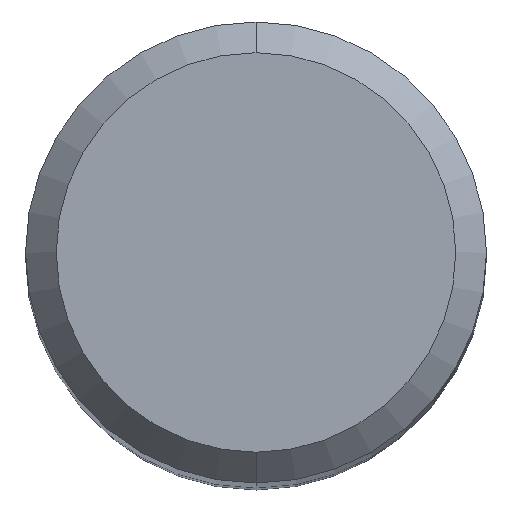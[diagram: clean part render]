
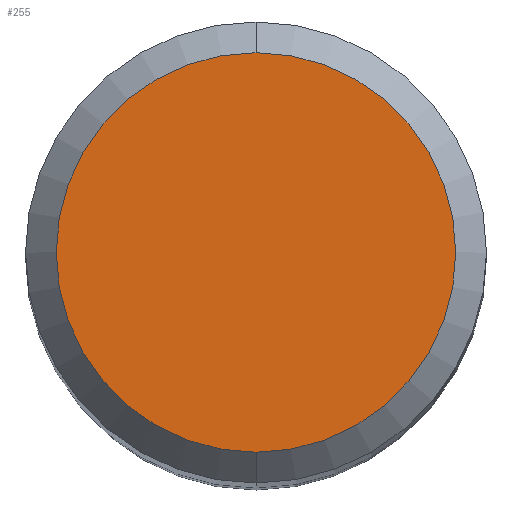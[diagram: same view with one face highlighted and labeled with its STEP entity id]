
A CAD part, top view. The second image highlights one B-rep face of the part: STEP entity #255.
In plain terms, the highlighted planar face has unit normal (0, 0, 1).
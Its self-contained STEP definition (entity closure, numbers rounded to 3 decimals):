
#227=VERTEX_POINT('',#540);
#253=EDGE_CURVE('',#343,#227,#567,.T.);
#255=ADVANCED_FACE('',(#569),#570,.T.);
#343=VERTEX_POINT('',#668);
#457=EDGE_CURVE('',#227,#343,#794,.T.);
#540=CARTESIAN_POINT('',(0.,-2.6,0.0));
#567=CIRCLE('',#990,2.6);
#569=FACE_OUTER_BOUND('',#992,.T.);
#570=PLANE('',#993);
#668=CARTESIAN_POINT('',(0.0,2.6,0.0));
#794=CIRCLE('',#1434,2.6);
#990=AXIS2_PLACEMENT_3D('',#1544,#1545,#1546);
#992=EDGE_LOOP('',(#1548,#1549));
#993=AXIS2_PLACEMENT_3D('',#1550,#1551,#1552);
#1434=AXIS2_PLACEMENT_3D('',#1798,#1799,#1800);
#1544=CARTESIAN_POINT('',(0.0,0.0,0.0));
#1545=DIRECTION('',(0.0,0.0,-1.0));
#1546=DIRECTION('',(0.0,1.0,0.0));
#1548=ORIENTED_EDGE('',*,*,#253,.F.);
#1549=ORIENTED_EDGE('',*,*,#457,.F.);
#1550=CARTESIAN_POINT('',(0.0,1.3,0.0));
#1551=DIRECTION('',(-0.0,0.0,1.0));
#1552=DIRECTION('',(0.0,-1.0,0.0));
#1798=CARTESIAN_POINT('',(0.0,0.0,0.0));
#1799=DIRECTION('',(0.0,0.0,-1.0));
#1800=DIRECTION('',(0.0,1.0,0.0));
